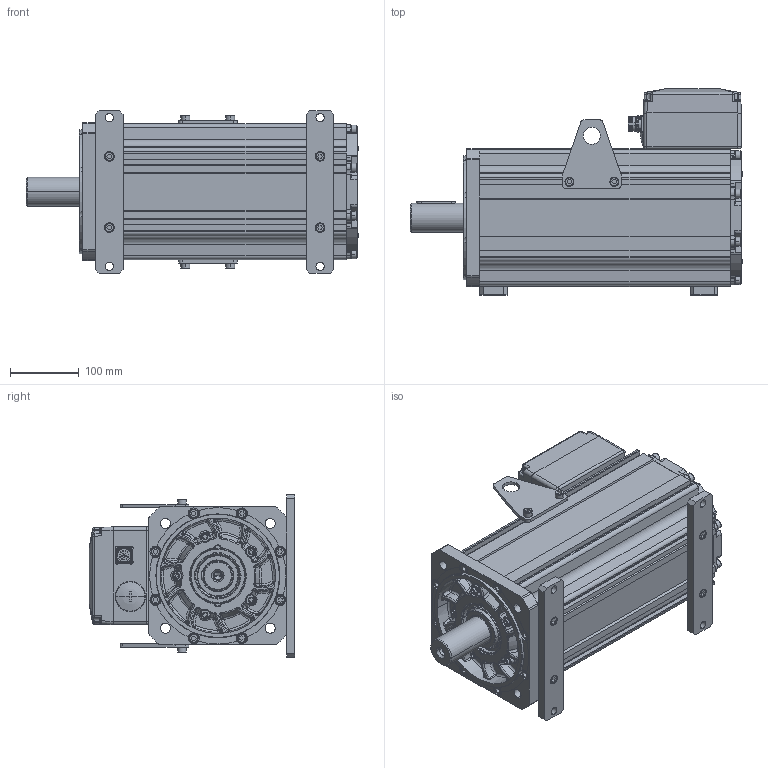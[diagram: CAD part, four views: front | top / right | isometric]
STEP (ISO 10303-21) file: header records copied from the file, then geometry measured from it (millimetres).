
FILE_DESCRIPTION((''),'2;1');
FILE_NAME('50222N-0_SW0001','2016-06-04T',('yanyerong'),(''),'PRO/ENGINEER BY PARAMETRIC TECHNOLOGY CORPORATION, 2010430','PRO/ENGINEER BY PARAMETRIC TECHNOLOGY CORPORATION, 2010430','');
FILE_SCHEMA(('CONFIG_CONTROL_DESIGN'));
Products named in the file (1): 50222N-0_SW0001
Bounding box: 482 x 299 x 236 mm (x, y, z)
Surface area: 754338.8 mm2 (no closed solid volume)
Topology: 0 solids, 93 shells, 1621 faces, 4636 edges, 3101 vertices
Faces by surface type: plane 686, cylinder 379, bspline 186, torus 164, cone 146, sphere 60
Entity records: 76733 total; most frequent: CARTESIAN_POINT 35301, DIRECTION 8691, ORIENTED_EDGE 8113, EDGE_CURVE 4634, AXIS2_PLACEMENT_3D 3258, VERTEX_POINT 3101, VECTOR 2175, LINE 2175
